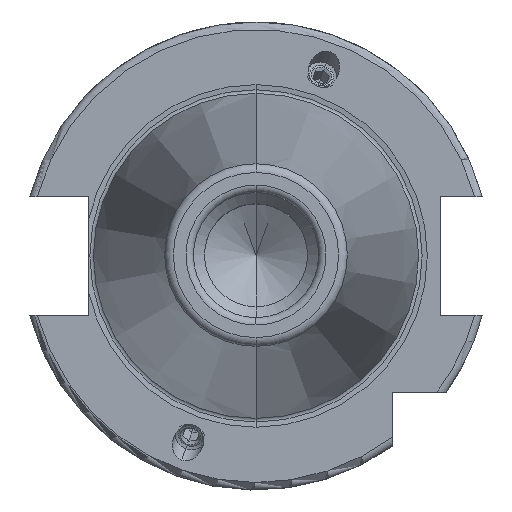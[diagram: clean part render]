
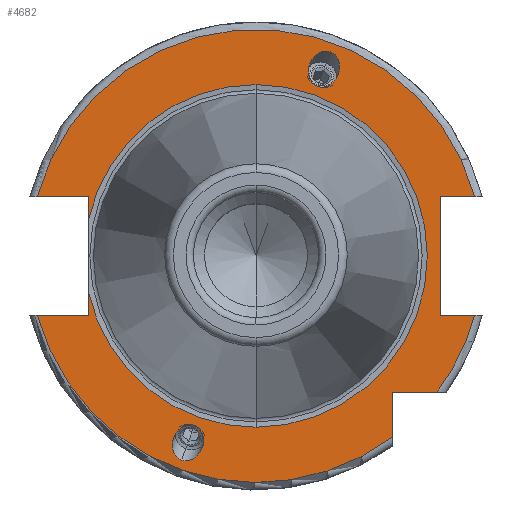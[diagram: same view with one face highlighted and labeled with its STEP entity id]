
A CAD part, top view. The second image highlights one B-rep face of the part: STEP entity #4682.
In plain terms, the highlighted planar face has unit normal (0, 0, 1).
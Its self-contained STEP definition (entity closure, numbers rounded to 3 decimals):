
#301=CARTESIAN_POINT('',(0,0,18.1));
#302=DIRECTION('',(0,0,1));
#303=DIRECTION('',(0,1,0));
#304=AXIS2_PLACEMENT_3D('',#301,#302,#303);
#314=CARTESIAN_POINT('',(0,0,18.1));
#315=DIRECTION('',(0,0,1));
#316=DIRECTION('',(-0.976,-0.22,0));
#317=AXIS2_PLACEMENT_3D('',#314,#315,#316);
#1319=CARTESIAN_POINT('',(0,0,18.1));
#1320=DIRECTION('',(0,0,1));
#1321=DIRECTION('',(0.965,0.262,0));
#1322=AXIS2_PLACEMENT_3D('',#1319,#1320,#1321);
#1370=CARTESIAN_POINT('',(0,0,18.1));
#1371=DIRECTION('',(0,0,1));
#1372=DIRECTION('',(-0.965,-0.262,0));
#1373=AXIS2_PLACEMENT_3D('',#1370,#1371,#1372);
#1386=DIRECTION('',(1,0,0));
#1387=VECTOR('',#1386,7.004);
#1388=CARTESIAN_POINT('',(-29.704,-8.05,18.1));
#1389=LINE('',#1388,#1387);
#1390=DIRECTION('',(0,1,0));
#1391=VECTOR('',#1390,2.939);
#1392=CARTESIAN_POINT('',(-22.7,-8.05,18.1));
#1393=LINE('',#1392,#1391);
#1394=DIRECTION('',(0,1,0));
#1395=VECTOR('',#1394,2.939);
#1396=CARTESIAN_POINT('',(-22.7,5.111,18.1));
#1397=LINE('',#1396,#1395);
#1398=DIRECTION('',(1,0,0));
#1399=VECTOR('',#1398,7.004);
#1400=CARTESIAN_POINT('',(-29.704,8.05,18.1));
#1401=LINE('',#1400,#1399);
#1402=DIRECTION('',(-1,0,0));
#1403=VECTOR('',#1402,4.704);
#1404=CARTESIAN_POINT('',(29.704,8.05,18.1));
#1405=LINE('',#1404,#1403);
#1406=DIRECTION('',(0,-1,0));
#1407=VECTOR('',#1406,16.1);
#1408=CARTESIAN_POINT('',(25,8.05,18.1));
#1409=LINE('',#1408,#1407);
#1410=DIRECTION('',(-1,0,0));
#1411=VECTOR('',#1410,4.704);
#1412=CARTESIAN_POINT('',(29.704,-8.05,18.1));
#1413=LINE('',#1412,#1411);
#1414=CARTESIAN_POINT('',(0,0,18.1));
#1415=DIRECTION('',(0,0,1));
#1416=DIRECTION('',(0.799,-0.601,0));
#1417=AXIS2_PLACEMENT_3D('',#1414,#1415,#1416);
#1419=DIRECTION('',(-1,0,0));
#1420=VECTOR('',#1419,6.094);
#1421=CARTESIAN_POINT('',(24.594,-18.5,18.1));
#1422=LINE('',#1421,#1420);
#1423=DIRECTION('',(0,1,0));
#1424=VECTOR('',#1423,6.094);
#1425=CARTESIAN_POINT('',(18.5,-24.594,18.1));
#1426=LINE('',#1425,#1424);
#1427=CARTESIAN_POINT('',(8.379,23.02,18.1));
#1428=CARTESIAN_POINT('',(8.152,23.103,18.1));
#1429=CARTESIAN_POINT('',(7.698,23.381,18.1));
#1430=CARTESIAN_POINT('',(7.208,24.17,18.1));
#1431=CARTESIAN_POINT('',(7.094,25.,18.1));
#1432=CARTESIAN_POINT('',(7.174,25.641,18.1));
#1433=CARTESIAN_POINT('',(7.298,26.077,18.1));
#1434=CARTESIAN_POINT('',(7.483,26.49,18.1));
#1435=CARTESIAN_POINT('',(7.834,27.033,18.1));
#1436=CARTESIAN_POINT('',(8.455,27.594,18.1));
#1437=CARTESIAN_POINT('',(9.337,27.884,18.1));
#1438=CARTESIAN_POINT('',(9.863,27.806,18.1));
#1439=CARTESIAN_POINT('',(10.09,27.723,18.1));
#1441=CARTESIAN_POINT('',(10.09,27.723,18.1));
#1442=CARTESIAN_POINT('',(10.318,27.641,18.1));
#1443=CARTESIAN_POINT('',(10.771,27.362,18.1));
#1444=CARTESIAN_POINT('',(11.261,26.573,18.1));
#1445=CARTESIAN_POINT('',(11.375,25.744,18.1));
#1446=CARTESIAN_POINT('',(11.295,25.103,18.1));
#1447=CARTESIAN_POINT('',(11.171,24.667,18.1));
#1448=CARTESIAN_POINT('',(10.986,24.253,18.1));
#1449=CARTESIAN_POINT('',(10.635,23.711,18.1));
#1450=CARTESIAN_POINT('',(10.014,23.149,18.1));
#1451=CARTESIAN_POINT('',(9.133,22.859,18.1));
#1452=CARTESIAN_POINT('',(8.606,22.937,18.1));
#1453=CARTESIAN_POINT('',(8.379,23.02,18.1));
#1455=CARTESIAN_POINT('',(-8.379,-23.02,18.1));
#1456=CARTESIAN_POINT('',(-8.606,-22.937,18.1));
#1457=CARTESIAN_POINT('',(-9.133,-22.859,18.1));
#1458=CARTESIAN_POINT('',(-10.014,-23.149,18.1));
#1459=CARTESIAN_POINT('',(-10.635,-23.711,18.1));
#1460=CARTESIAN_POINT('',(-10.986,-24.253,18.1));
#1461=CARTESIAN_POINT('',(-11.171,-24.667,18.1));
#1462=CARTESIAN_POINT('',(-11.295,-25.103,18.1));
#1463=CARTESIAN_POINT('',(-11.375,-25.744,18.1));
#1464=CARTESIAN_POINT('',(-11.261,-26.573,18.1));
#1465=CARTESIAN_POINT('',(-10.771,-27.362,18.1));
#1466=CARTESIAN_POINT('',(-10.318,-27.641,18.1));
#1467=CARTESIAN_POINT('',(-10.09,-27.723,18.1));
#1469=CARTESIAN_POINT('',(-10.09,-27.723,18.1));
#1470=CARTESIAN_POINT('',(-9.863,-27.806,18.1));
#1471=CARTESIAN_POINT('',(-9.337,-27.884,18.1));
#1472=CARTESIAN_POINT('',(-8.455,-27.594,18.1));
#1473=CARTESIAN_POINT('',(-7.834,-27.033,18.1));
#1474=CARTESIAN_POINT('',(-7.483,-26.49,18.1));
#1475=CARTESIAN_POINT('',(-7.298,-26.077,18.1));
#1476=CARTESIAN_POINT('',(-7.174,-25.641,18.1));
#1477=CARTESIAN_POINT('',(-7.094,-25.,18.1));
#1478=CARTESIAN_POINT('',(-7.208,-24.17,18.1));
#1479=CARTESIAN_POINT('',(-7.698,-23.381,18.1));
#1480=CARTESIAN_POINT('',(-8.152,-23.103,18.1));
#1481=CARTESIAN_POINT('',(-8.379,-23.02,18.1));
#1483=CARTESIAN_POINT('',(0,0,18.1));
#1484=DIRECTION('',(0,0,-1));
#1485=DIRECTION('',(0,1,0));
#1486=AXIS2_PLACEMENT_3D('',#1483,#1484,#1485);
#2749=CARTESIAN_POINT('',(-29.704,-8.05,18.1));
#2750=CARTESIAN_POINT('',(-22.7,-8.05,18.1));
#2751=VERTEX_POINT('',#2749);
#2752=VERTEX_POINT('',#2750);
#2753=CARTESIAN_POINT('',(-22.7,-5.111,18.1));
#2754=VERTEX_POINT('',#2753);
#2755=CARTESIAN_POINT('',(-22.7,5.111,18.1));
#2756=CARTESIAN_POINT('',(-22.7,8.05,18.1));
#2757=VERTEX_POINT('',#2755);
#2758=VERTEX_POINT('',#2756);
#2759=CARTESIAN_POINT('',(-29.704,8.05,18.1));
#2760=VERTEX_POINT('',#2759);
#2761=CARTESIAN_POINT('',(25,8.05,18.1));
#2762=CARTESIAN_POINT('',(25,-8.05,18.1));
#2763=VERTEX_POINT('',#2761);
#2764=VERTEX_POINT('',#2762);
#2765=CARTESIAN_POINT('',(29.704,-8.05,18.1));
#2766=VERTEX_POINT('',#2765);
#2767=CARTESIAN_POINT('',(29.704,8.05,18.1));
#2768=VERTEX_POINT('',#2767);
#2769=CARTESIAN_POINT('',(18.5,-24.594,18.1));
#2770=CARTESIAN_POINT('',(18.5,-18.5,18.1));
#2771=VERTEX_POINT('',#2769);
#2772=VERTEX_POINT('',#2770);
#2773=CARTESIAN_POINT('',(24.594,-18.5,18.1));
#2774=VERTEX_POINT('',#2773);
#2821=CARTESIAN_POINT('',(0,23.268,18.1));
#2822=VERTEX_POINT('',#2821);
#2823=CARTESIAN_POINT('',(0,-23.268,18.1));
#2824=VERTEX_POINT('',#2823);
#2865=CARTESIAN_POINT('',(8.379,23.02,18.1));
#2867=VERTEX_POINT('',#2865);
#2873=VERTEX_POINT('',#1439);
#2894=CARTESIAN_POINT('',(-8.379,-23.02,18.1));
#2896=VERTEX_POINT('',#2894);
#2902=CARTESIAN_POINT('',(-10.09,-27.723,18.1));
#2903=VERTEX_POINT('',#2902);
#4644=CARTESIAN_POINT('',(0,0,18.1));
#4645=DIRECTION('',(0,0,-1));
#4646=DIRECTION('',(0,-1,0));
#4647=AXIS2_PLACEMENT_3D('',#4644,#4645,#4646);
#4648=PLANE('',#4647);
#4649=ORIENTED_EDGE('',*,*,#4162,.T.);
#4650=ORIENTED_EDGE('',*,*,#3488,.T.);
#4651=ORIENTED_EDGE('',*,*,#3467,.T.);
#4653=ORIENTED_EDGE('',*,*,#4652,.F.);
#4654=ORIENTED_EDGE('',*,*,#3460,.T.);
#4655=ORIENTED_EDGE('',*,*,#3485,.T.);
#4656=ORIENTED_EDGE('',*,*,#4574,.F.);
#4657=ORIENTED_EDGE('',*,*,#4621,.F.);
#4659=ORIENTED_EDGE('',*,*,#4658,.T.);
#4661=ORIENTED_EDGE('',*,*,#4660,.T.);
#4662=ORIENTED_EDGE('',*,*,#4232,.F.);
#4663=ORIENTED_EDGE('',*,*,#4611,.F.);
#4664=ORIENTED_EDGE('',*,*,#4516,.T.);
#4666=ORIENTED_EDGE('',*,*,#4665,.F.);
#4667=ORIENTED_EDGE('',*,*,#4637,.F.);
#4668=EDGE_LOOP('',(#4649,#4650,#4651,#4653,#4654,#4655,#4656,#4657,#4659,#4661,
#4662,#4663,#4664,#4666,#4667));
#4669=FACE_OUTER_BOUND('',#4668,.F.);
#4671=ORIENTED_EDGE('',*,*,#4670,.F.);
#4673=ORIENTED_EDGE('',*,*,#4672,.F.);
#4674=EDGE_LOOP('',(#4671,#4673));
#4675=FACE_BOUND('',#4674,.F.);
#4677=ORIENTED_EDGE('',*,*,#4676,.T.);
#4679=ORIENTED_EDGE('',*,*,#4678,.T.);
#4680=EDGE_LOOP('',(#4677,#4679));
#4681=FACE_BOUND('',#4680,.F.);
#4682=ADVANCED_FACE('',(#4669,#4675,#4681),#4648,.F.);
#305=CIRCLE('',#304,23.268);
#318=CIRCLE('',#317,23.268);
#1323=CIRCLE('',#1322,30.775);
#1374=CIRCLE('',#1373,30.775);
#1418=CIRCLE('',#1417,30.775);
#1440=B_SPLINE_CURVE_WITH_KNOTS('',3,(#1427,#1428,#1429,#1430,#1431,#1432,#1433,
#1434,#1435,#1436,#1437,#1438,#1439),.UNSPECIFIED.,.F.,.F.,(4,1,1,1,1,1,1,1,1,1,
4),(0,0.125,0.25,0.375,0.438,0.5,0.563,0.625,0.75,0.875,
1.0),.UNSPECIFIED.);
#1454=B_SPLINE_CURVE_WITH_KNOTS('',3,(#1441,#1442,#1443,#1444,#1445,#1446,#1447,
#1448,#1449,#1450,#1451,#1452,#1453),.UNSPECIFIED.,.F.,.F.,(4,1,1,1,1,1,1,1,1,1,
4),(0,0.125,0.25,0.375,0.438,0.5,0.563,0.625,0.75,0.875,
1.0),.UNSPECIFIED.);
#1468=B_SPLINE_CURVE_WITH_KNOTS('',3,(#1455,#1456,#1457,#1458,#1459,#1460,#1461,
#1462,#1463,#1464,#1465,#1466,#1467),.UNSPECIFIED.,.F.,.F.,(4,1,1,1,1,1,1,1,1,1,
4),(0,0.125,0.25,0.375,0.438,0.5,0.563,0.625,0.75,0.875,
1.0),.UNSPECIFIED.);
#1482=B_SPLINE_CURVE_WITH_KNOTS('',3,(#1469,#1470,#1471,#1472,#1473,#1474,#1475,
#1476,#1477,#1478,#1479,#1480,#1481),.UNSPECIFIED.,.F.,.F.,(4,1,1,1,1,1,1,1,1,1,
4),(0,0.125,0.25,0.375,0.438,0.5,0.563,0.625,0.75,0.875,
1.0),.UNSPECIFIED.);
#1487=CIRCLE('',#1486,23.268);
#3460=EDGE_CURVE('',#2822,#2757,#305,.T.);
#3467=EDGE_CURVE('',#2754,#2824,#318,.T.);
#3485=EDGE_CURVE('',#2757,#2758,#1397,.T.);
#3488=EDGE_CURVE('',#2752,#2754,#1393,.T.);
#4162=EDGE_CURVE('',#2751,#2752,#1389,.T.);
#4232=EDGE_CURVE('',#2766,#2764,#1413,.T.);
#4516=EDGE_CURVE('',#2774,#2772,#1422,.T.);
#4574=EDGE_CURVE('',#2760,#2758,#1401,.T.);
#4611=EDGE_CURVE('',#2774,#2766,#1418,.T.);
#4621=EDGE_CURVE('',#2768,#2760,#1323,.T.);
#4637=EDGE_CURVE('',#2751,#2771,#1374,.T.);
#4652=EDGE_CURVE('',#2822,#2824,#1487,.T.);
#4658=EDGE_CURVE('',#2768,#2763,#1405,.T.);
#4660=EDGE_CURVE('',#2763,#2764,#1409,.T.);
#4665=EDGE_CURVE('',#2771,#2772,#1426,.T.);
#4670=EDGE_CURVE('',#2867,#2873,#1440,.T.);
#4672=EDGE_CURVE('',#2873,#2867,#1454,.T.);
#4676=EDGE_CURVE('',#2896,#2903,#1468,.T.);
#4678=EDGE_CURVE('',#2903,#2896,#1482,.T.);
